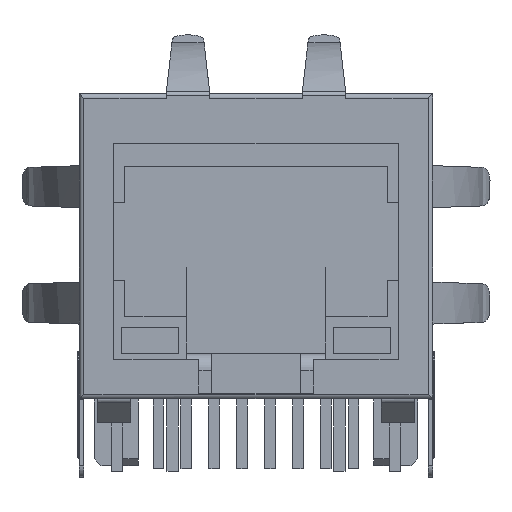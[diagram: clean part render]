
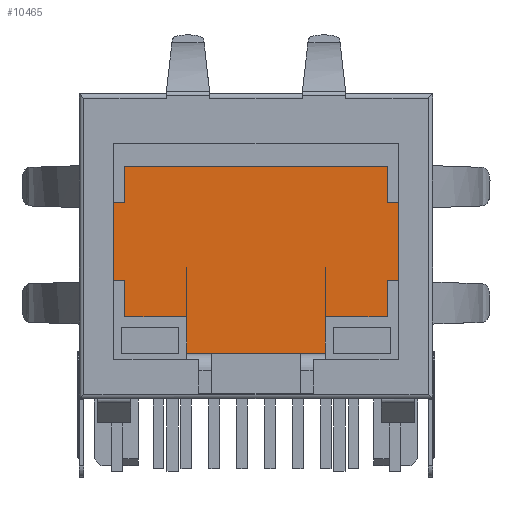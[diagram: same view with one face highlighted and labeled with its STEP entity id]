
A CAD part, front view. The second image highlights one B-rep face of the part: STEP entity #10465.
In plain terms, the highlighted face is planar.
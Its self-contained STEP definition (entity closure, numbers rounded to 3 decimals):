
#845 = LINE ( 'NONE', #13323, #877 ) ;
#877 = VECTOR ( 'NONE', #13372, 1000. ) ;
#922 = VECTOR ( 'NONE', #13573, 1000. ) ;
#927 = LINE ( 'NONE', #13570, #922 ) ;
#943 = LINE ( 'NONE', #13644, #946 ) ;
#946 = VECTOR ( 'NONE', #13683, 1000. ) ;
#953 = LINE ( 'NONE', #13648, #981 ) ;
#979 = LINE ( 'NONE', #13727, #1024 ) ;
#981 = VECTOR ( 'NONE', #13652, 1000. ) ;
#986 = VECTOR ( 'NONE', #13790, 1000. ) ;
#987 = LINE ( 'NONE', #13777, #986 ) ;
#1024 = VECTOR ( 'NONE', #13769, 1000. ) ;
#1349 = LINE ( 'NONE', #5418, #1398 ) ;
#1359 = VECTOR ( 'NONE', #5296, 1000. ) ;
#1362 = LINE ( 'NONE', #5228, #1407 ) ;
#1364 = VECTOR ( 'NONE', #5434, 1000. ) ;
#1382 = LINE ( 'NONE', #5270, #1383 ) ;
#1383 = VECTOR ( 'NONE', #5352, 1000. ) ;
#1386 = LINE ( 'NONE', #5287, #1359 ) ;
#1398 = VECTOR ( 'NONE', #5366, 1000. ) ;
#1402 = LINE ( 'NONE', #5322, #1364 ) ;
#1407 = VECTOR ( 'NONE', #5190, 1000. ) ;
#1422 = VECTOR ( 'NONE', #5619, 1000. ) ;
#1442 = LINE ( 'NONE', #5519, #1452 ) ;
#1445 = LINE ( 'NONE', #5598, #1422 ) ;
#1448 = LINE ( 'NONE', #5546, #1472 ) ;
#1452 = VECTOR ( 'NONE', #5496, 1000. ) ;
#1472 = VECTOR ( 'NONE', #5593, 1000. ) ;
#2260 = EDGE_CURVE ( 'NONE', #8641, #8570, #7942, .T. ) ;
#2269 = EDGE_CURVE ( 'NONE', #8583, #8610, #7867, .T. ) ;
#2364 = EDGE_LOOP ( 'NONE', ( #6479, #6551, #6503, #6644, #6662, #6693, #6776, #6685, #6625, #6651, #6699, #6682, #6683, #6701, #6692, #6640 ) ) ;
#4649 = EDGE_CURVE ( 'NONE', #8653, #8635, #845, .T. ) ;
#4683 = EDGE_CURVE ( 'NONE', #8614, #8567, #927, .T. ) ;
#4699 = EDGE_CURVE ( 'NONE', #8635, #8672, #943, .T. ) ;
#4702 = EDGE_CURVE ( 'NONE', #8649, #8614, #953, .T. ) ;
#4708 = EDGE_CURVE ( 'NONE', #8610, #8608, #979, .T. ) ;
#4717 = EDGE_CURVE ( 'NONE', #8594, #8649, #987, .T. ) ;
#4855 = AXIS2_PLACEMENT_3D ( 'NONE', #10256, #10298, #10267 ) ;
#5190 = DIRECTION ( 'NONE',  ( 0., 0., -1. ) ) ;
#5228 = CARTESIAN_POINT ( 'NONE',  ( 24.683, 60.979, 0.016 ) ) ;
#5270 = CARTESIAN_POINT ( 'NONE',  ( 26.512, 60.979, 0.016 ) ) ;
#5287 = CARTESIAN_POINT ( 'NONE',  ( 26.715, 60.979, 13.656 ) ) ;
#5296 = DIRECTION ( 'NONE',  ( 1., 0., 0. ) ) ;
#5322 = CARTESIAN_POINT ( 'NONE',  ( 26.512, 60.979, 0.016 ) ) ;
#5352 = DIRECTION ( 'NONE',  ( 0., 0., 1. ) ) ;
#5366 = DIRECTION ( 'NONE',  ( 0., 0., 1. ) ) ;
#5375 = EDGE_CURVE ( 'NONE', #8197, #8653, #1362, .T. ) ;
#5390 = EDGE_CURVE ( 'NONE', #8594, #8672, #1386, .T. ) ;
#5403 = EDGE_CURVE ( 'NONE', #8608, #8170, #1382, .T. ) ;
#5418 = CARTESIAN_POINT ( 'NONE',  ( 26.512, 60.979, 0.016 ) ) ;
#5426 = EDGE_CURVE ( 'NONE', #8170, #8194, #1349, .T. ) ;
#5429 = EDGE_CURVE ( 'NONE', #8194, #8227, #1402, .T. ) ;
#5434 = DIRECTION ( 'NONE',  ( 0., 0., 1. ) ) ;
#5443 = EDGE_CURVE ( 'NONE', #8197, #8227, #1442, .T. ) ;
#5473 = EDGE_CURVE ( 'NONE', #8641, #8567, #1448, .T. ) ;
#5475 = EDGE_CURVE ( 'NONE', #8570, #8583, #1445, .T. ) ;
#5496 = DIRECTION ( 'NONE',  ( 1., 0., 0. ) ) ;
#5519 = CARTESIAN_POINT ( 'NONE',  ( 26.715, 60.979, 13.656 ) ) ;
#5546 = CARTESIAN_POINT ( 'NONE',  ( 26.715, 60.979, 13.656 ) ) ;
#5593 = DIRECTION ( 'NONE',  ( 1., 0., 0. ) ) ;
#5598 = CARTESIAN_POINT ( 'NONE',  ( 10.891, 60.979, 0.016 ) ) ;
#5619 = DIRECTION ( 'NONE',  ( 0., 0., -1. ) ) ;
#6479 = ORIENTED_EDGE ( 'NONE', *, *, #5426, .F. ) ;
#6503 = ORIENTED_EDGE ( 'NONE', *, *, #4708, .F. ) ;
#6551 = ORIENTED_EDGE ( 'NONE', *, *, #5403, .F. ) ;
#6625 = ORIENTED_EDGE ( 'NONE', *, *, #4702, .F. ) ;
#6640 = ORIENTED_EDGE ( 'NONE', *, *, #5429, .F. ) ;
#6644 = ORIENTED_EDGE ( 'NONE', *, *, #2269, .F. ) ;
#6651 = ORIENTED_EDGE ( 'NONE', *, *, #4717, .F. ) ;
#6662 = ORIENTED_EDGE ( 'NONE', *, *, #5475, .F. ) ;
#6682 = ORIENTED_EDGE ( 'NONE', *, *, #4699, .F. ) ;
#6683 = ORIENTED_EDGE ( 'NONE', *, *, #4649, .F. ) ;
#6685 = ORIENTED_EDGE ( 'NONE', *, *, #4683, .F. ) ;
#6692 = ORIENTED_EDGE ( 'NONE', *, *, #5443, .T. ) ;
#6693 = ORIENTED_EDGE ( 'NONE', *, *, #2260, .F. ) ;
#6699 = ORIENTED_EDGE ( 'NONE', *, *, #5390, .T. ) ;
#6701 = ORIENTED_EDGE ( 'NONE', *, *, #5375, .F. ) ;
#6776 = ORIENTED_EDGE ( 'NONE', *, *, #5473, .T. ) ;
#6986 = CARTESIAN_POINT ( 'NONE',  ( 24.683, 60.979, 13.656 ) ) ;
#7002 = CARTESIAN_POINT ( 'NONE',  ( 26.512, 60.979, 1.566 ) ) ;
#7020 = CARTESIAN_POINT ( 'NONE',  ( 26.512, 60.979, 13.606 ) ) ;
#7081 = CARTESIAN_POINT ( 'NONE',  ( 26.512, 60.979, 13.656 ) ) ;
#7867 = LINE ( 'NONE', #12065, #7915 ) ;
#7915 = VECTOR ( 'NONE', #12182, 1000. ) ;
#7942 = LINE ( 'NONE', #12040, #7943 ) ;
#7943 = VECTOR ( 'NONE', #11991, 1000. ) ;
#8170 = VERTEX_POINT ( 'NONE', #7002 ) ;
#8194 = VERTEX_POINT ( 'NONE', #7020 ) ;
#8197 = VERTEX_POINT ( 'NONE', #6986 ) ;
#8227 = VERTEX_POINT ( 'NONE', #7081 ) ;
#8567 = VERTEX_POINT ( 'NONE', #12060 ) ;
#8570 = VERTEX_POINT ( 'NONE', #11970 ) ;
#8583 = VERTEX_POINT ( 'NONE', #11976 ) ;
#8594 = VERTEX_POINT ( 'NONE', #12042 ) ;
#8608 = VERTEX_POINT ( 'NONE', #12187 ) ;
#8610 = VERTEX_POINT ( 'NONE', #12192 ) ;
#8614 = VERTEX_POINT ( 'NONE', #12181 ) ;
#8635 = VERTEX_POINT ( 'NONE', #12149 ) ;
#8641 = VERTEX_POINT ( 'NONE', #12148 ) ;
#8649 = VERTEX_POINT ( 'NONE', #12166 ) ;
#8653 = VERTEX_POINT ( 'NONE', #12081 ) ;
#8672 = VERTEX_POINT ( 'NONE', #12237 ) ;
#9241 = FACE_OUTER_BOUND ( 'NONE', #2364, .T. ) ;
#10256 = CARTESIAN_POINT ( 'NONE',  ( 10.891, 60.979, 0.016 ) ) ;
#10267 = DIRECTION ( 'NONE',  ( 1., 0., 0. ) ) ;
#10281 = PLANE ( 'NONE',  #4855 ) ;
#10298 = DIRECTION ( 'NONE',  ( 0., -1., 0. ) ) ;
#10465 = ADVANCED_FACE ( 'NONE', ( #9241 ), #10281, .F. ) ;
#11970 = CARTESIAN_POINT ( 'NONE',  ( 10.891, 60.979, 13.606 ) ) ;
#11976 = CARTESIAN_POINT ( 'NONE',  ( 10.891, 60.979, 1.566 ) ) ;
#11991 = DIRECTION ( 'NONE',  ( 0., 0., -1. ) ) ;
#12040 = CARTESIAN_POINT ( 'NONE',  ( 10.891, 60.979, 0.016 ) ) ;
#12042 = CARTESIAN_POINT ( 'NONE',  ( 17.686, 60.979, 13.656 ) ) ;
#12060 = CARTESIAN_POINT ( 'NONE',  ( 12.72, 60.979, 13.656 ) ) ;
#12065 = CARTESIAN_POINT ( 'NONE',  ( 10.891, 60.979, 0.016 ) ) ;
#12081 = CARTESIAN_POINT ( 'NONE',  ( 24.683, 60.979, 13.478 ) ) ;
#12148 = CARTESIAN_POINT ( 'NONE',  ( 10.891, 60.979, 13.656 ) ) ;
#12149 = CARTESIAN_POINT ( 'NONE',  ( 19.718, 60.979, 13.478 ) ) ;
#12166 = CARTESIAN_POINT ( 'NONE',  ( 17.686, 60.979, 13.478 ) ) ;
#12182 = DIRECTION ( 'NONE',  ( 0., 0., -1. ) ) ;
#12181 = CARTESIAN_POINT ( 'NONE',  ( 12.72, 60.979, 13.478 ) ) ;
#12187 = CARTESIAN_POINT ( 'NONE',  ( 26.512, 60.979, 0.016 ) ) ;
#12192 = CARTESIAN_POINT ( 'NONE',  ( 10.891, 60.979, 0.016 ) ) ;
#12237 = CARTESIAN_POINT ( 'NONE',  ( 19.718, 60.979, 13.656 ) ) ;
#13323 = CARTESIAN_POINT ( 'NONE',  ( 10.891, 60.979, 13.478 ) ) ;
#13372 = DIRECTION ( 'NONE',  ( -1., 0., 0. ) ) ;
#13570 = CARTESIAN_POINT ( 'NONE',  ( 12.72, 60.979, 0.016 ) ) ;
#13573 = DIRECTION ( 'NONE',  ( 0., 0., 1. ) ) ;
#13644 = CARTESIAN_POINT ( 'NONE',  ( 19.718, 60.979, 0.016 ) ) ;
#13648 = CARTESIAN_POINT ( 'NONE',  ( 10.891, 60.979, 13.478 ) ) ;
#13652 = DIRECTION ( 'NONE',  ( -1., 0., 0. ) ) ;
#13683 = DIRECTION ( 'NONE',  ( 0., 0., 1. ) ) ;
#13727 = CARTESIAN_POINT ( 'NONE',  ( 10.891, 60.979, 0.016 ) ) ;
#13769 = DIRECTION ( 'NONE',  ( 1., 0., 0. ) ) ;
#13777 = CARTESIAN_POINT ( 'NONE',  ( 17.686, 60.979, 0.016 ) ) ;
#13790 = DIRECTION ( 'NONE',  ( 0., 0., -1. ) ) ;
